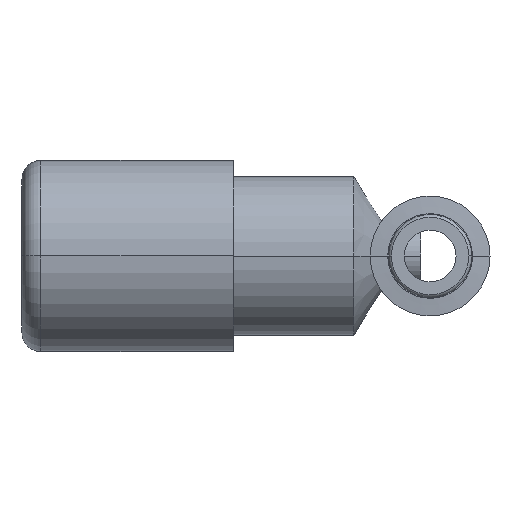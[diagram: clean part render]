
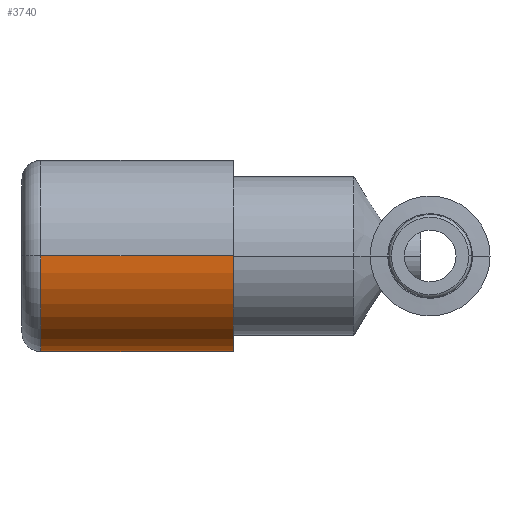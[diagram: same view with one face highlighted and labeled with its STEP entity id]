
A CAD part, left-side view. The second image highlights one B-rep face of the part: STEP entity #3740.
In plain terms, the highlighted cylindrical face has radius 10.15 mm (diameter 20.3 mm), a partial arc.
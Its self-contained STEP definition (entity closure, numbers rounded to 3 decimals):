
#3610=CARTESIAN_POINT('',(2.,0.,0.));
#3611=DIRECTION('',(-1.,0.,0.));
#3612=DIRECTION('',(0.,-1.,0.));
#3613=AXIS2_PLACEMENT_3D('',#3610,#3611,#3612);
#3615=DIRECTION('',(1.,0.,0.));
#3616=VECTOR('',#3615,20.4);
#3617=CARTESIAN_POINT('',(2.,10.15,0.));
#3618=LINE('',#3617,#3616);
#3624=DIRECTION('',(1.,0.,0.));
#3625=VECTOR('',#3624,20.4);
#3626=CARTESIAN_POINT('',(2.,-10.15,0.));
#3627=LINE('',#3626,#3625);
#3633=CARTESIAN_POINT('',(22.4,0.,0.));
#3634=DIRECTION('',(1.,0.,0.));
#3635=DIRECTION('',(0.,1.,0.));
#3636=AXIS2_PLACEMENT_3D('',#3633,#3634,#3635);
#3666=CARTESIAN_POINT('',(22.4,-10.15,0.));
#3667=CARTESIAN_POINT('',(22.4,10.15,0.));
#3668=VERTEX_POINT('',#3666);
#3669=VERTEX_POINT('',#3667);
#3674=CARTESIAN_POINT('',(2.,10.15,0.));
#3675=CARTESIAN_POINT('',(2.,-10.15,0.));
#3676=VERTEX_POINT('',#3674);
#3677=VERTEX_POINT('',#3675);
#3726=CARTESIAN_POINT('',(0.,0.,0.));
#3727=DIRECTION('',(1.,0.,0.));
#3728=DIRECTION('',(0.,-1.,0.));
#3729=AXIS2_PLACEMENT_3D('',#3726,#3727,#3728);
#3730=CYLINDRICAL_SURFACE('',#3729,10.15);
#3731=ORIENTED_EDGE('',*,*,#3720,.T.);
#3733=ORIENTED_EDGE('',*,*,#3732,.T.);
#3735=ORIENTED_EDGE('',*,*,#3734,.T.);
#3737=ORIENTED_EDGE('',*,*,#3736,.F.);
#3738=EDGE_LOOP('',(#3731,#3733,#3735,#3737));
#3739=FACE_OUTER_BOUND('',#3738,.F.);
#3740=ADVANCED_FACE('',(#3739),#3730,.T.);
#3614=CIRCLE('',#3613,10.15);
#3637=CIRCLE('',#3636,10.15);
#3720=EDGE_CURVE('',#3677,#3676,#3614,.T.);
#3732=EDGE_CURVE('',#3676,#3669,#3618,.T.);
#3734=EDGE_CURVE('',#3669,#3668,#3637,.T.);
#3736=EDGE_CURVE('',#3677,#3668,#3627,.T.);
